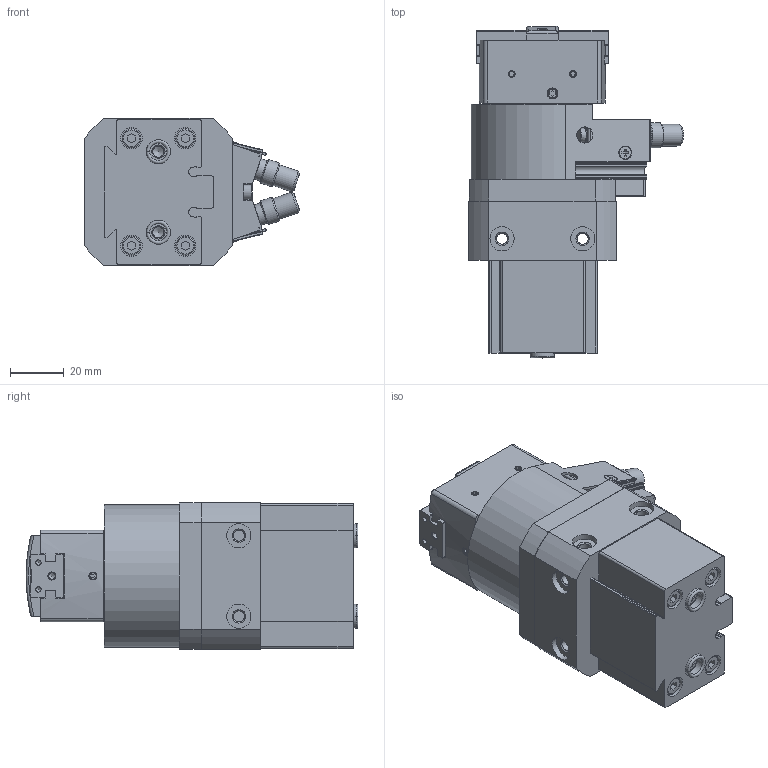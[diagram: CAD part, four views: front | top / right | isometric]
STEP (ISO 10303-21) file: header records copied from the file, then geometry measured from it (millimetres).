
FILE_DESCRIPTION(/* description */ ('STEP AP214'),/* implementation_level */ '2;1');
FILE_NAME(/* name */ '1187958_HGDS-PP-16-P-A-B',/* time_stamp */ '2024-08-29T05:14:02+02:00',/* author */ ('License CC BY-ND 4.0'),/* organization */ ('CADENAS'),/* preprocessor_version */ 'ST-DEVELOPER v19.3',/* originating_system */ 'PARTsolutions',/* authorisation */ ' ');
FILE_SCHEMA (('AUTOMOTIVE_DESIGN {1 0 10303 214 3 1 1}'));
Length unit declared in the file: millimetre
Products named in the file (11): 1187958 HGDS-PP-16-P-A-B--(1_0_0); 1187958 HGDS-PP-16-P-A-B---(SR); 1190227 16; 699439 DGSL-10-P; 664556 DSMH-12; DIN 965 AM2.5x6; 682234 DSMH-12; 1207452 HGDS-16-B; 1207755 HGDS-16-B; 664555 HGDS-16; 8137184 ZBH-9-B
Assembly tree (16 placements, depth 2):
  1187958 HGDS-PP-16-P-A-B--(1_0_0)
    1187958 HGDS-PP-16-P-A-B---(SR)
    1190227 16  x2
    699439 DGSL-10-P  x2
    664556 DSMH-12
    DIN 965 AM2.5x6  x2
    682234 DSMH-12
    1207452 HGDS-16-B
    1207755 HGDS-16-B  x2
    664555 HGDS-16  x2
    8137184 ZBH-9-B  x2
Bounding box: 80.03 x 123.49 x 55 mm (x, y, z)
Volume: 234991.9 mm3; surface area: 64597.6 mm2
Topology: 16 solids, 16 shells, 909 faces, 2270 edges, 1469 vertices
Faces by surface type: plane 558, cylinder 209, cone 115, torus 25, sphere 2
Full cylindrical faces by diameter (mm): 1.59 x2, 2 x9, 2.013 x2, 2.459 x8, 2.5 x4, 3.242 x4, 3.8 x2, 3.9 x2, 4 x2, 4.134 x14, 4.2 x2, 4.7 x2, 5 x8, 5.5 x1, 6 x2, 6.917 x4, 7 x10, 8 x6, 9 x8, 9.3 x2, 12 x2, 20 x1, 21 x1, 34 x3, 40 x1
Entity records: 23118 total; most frequent: CARTESIAN_POINT 3949, DIRECTION 3640, ORIENTED_EDGE 3318, EDGE_CURVE 1659, AXIS2_PLACEMENT_3D 1266, VERTEX_POINT 1196, LINE 1108, VECTOR 1108
